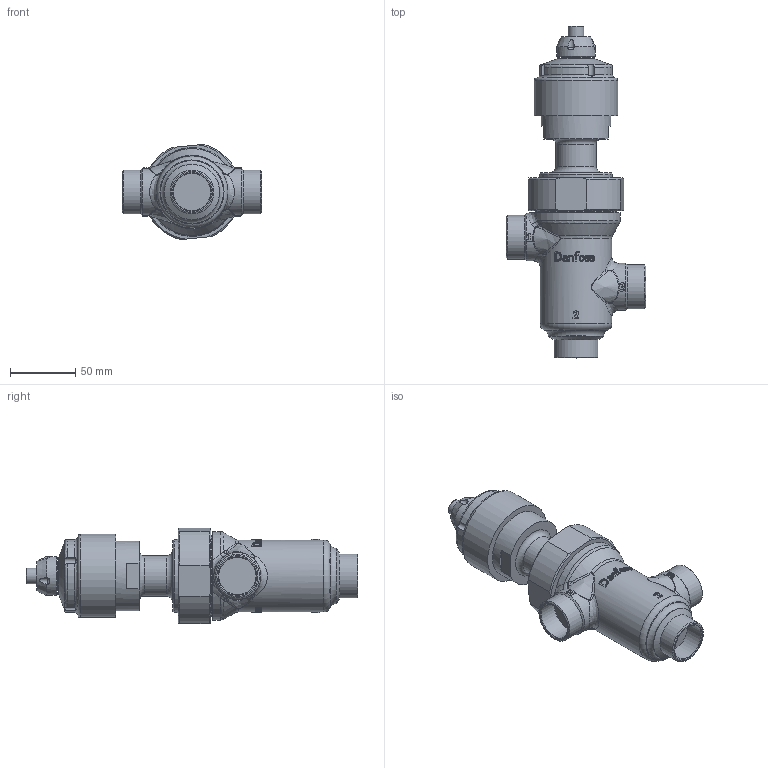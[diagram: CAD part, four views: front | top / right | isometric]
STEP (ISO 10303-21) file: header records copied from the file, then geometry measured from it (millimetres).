
FILE_DESCRIPTION((''),'2;1');
FILE_NAME('WEB027H7244.step','2016-12-28T10:20:52',(''),(''),'Autodesk Inventor 2012','Autodesk Inventor 2012','');
FILE_SCHEMA(('AUTOMOTIVE_DESIGN { 1 2 10303 214 0 1 1 1 }'));
Length unit declared in the file: millimetre
Products named in the file (1): WEB027H7244
Bounding box: 107 x 254.65 x 73.09 mm (x, y, z)
Volume: 593028.6 mm3; surface area: 62715.7 mm2
Topology: 1 solids, 1 shells, 746 faces, 1970 edges, 1302 vertices
Faces by surface type: bspline 404, plane 161, cylinder 105, torus 44, cone 32
Full cylindrical faces by diameter (mm): 10.1 x1, 12 x1, 28.58 x3, 30 x1, 31 x1, 33.7 x3, 36 x1, 42.5 x1, 53.6 x1, 55 x1, 56 x1, 61.5 x1, 64 x1
Entity records: 164639 total; most frequent: CARTESIAN_POINT 148459, ORIENTED_EDGE 3730, DIRECTION 2020, EDGE_CURVE 1865, VERTEX_POINT 1204, B_SPLINE_CURVE_WITH_KNOTS 932, EDGE_LOOP 829, STYLED_ITEM 758
